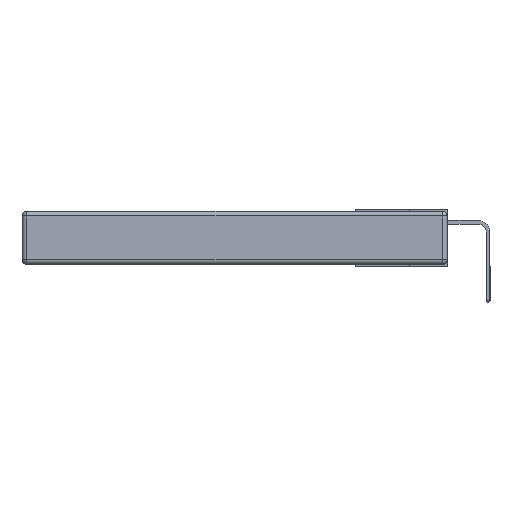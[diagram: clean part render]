
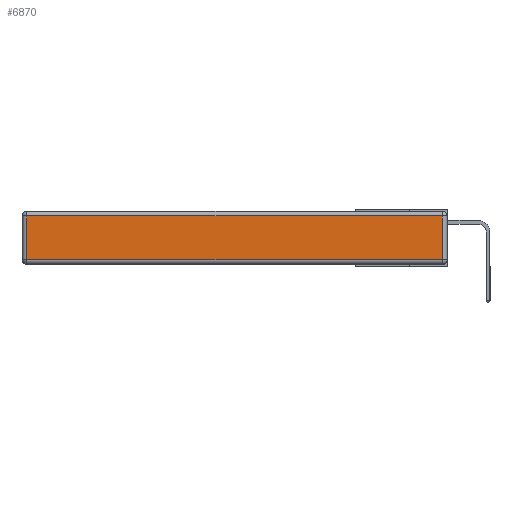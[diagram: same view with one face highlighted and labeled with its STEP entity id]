
A CAD part, left-side view. The second image highlights one B-rep face of the part: STEP entity #6870.
In plain terms, the highlighted planar face has unit normal (-1, 0, 0).
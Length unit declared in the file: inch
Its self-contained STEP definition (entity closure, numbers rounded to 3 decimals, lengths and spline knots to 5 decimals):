
#6 = DIRECTION ( 'NONE',  ( 0., 0., -1. ) ) ;
#507 = CARTESIAN_POINT ( 'NONE',  ( 0., 2.72, -0.313 ) ) ;
#892 = ORIENTED_EDGE ( 'NONE', *, *, #2808, .T. ) ;
#1019 = CARTESIAN_POINT ( 'NONE',  ( 0., 0.03, -0.343 ) ) ;
#1104 = AXIS2_PLACEMENT_3D ( 'NONE', #5951, #10970, #4621 ) ;
#1237 = FACE_OUTER_BOUND ( 'NONE', #7051, .T. ) ;
#1462 = CARTESIAN_POINT ( 'NONE',  ( 0., 0., -0.313 ) ) ;
#1658 = VERTEX_POINT ( 'NONE', #2736 ) ;
#2500 = ORIENTED_EDGE ( 'NONE', *, *, #15911, .T. ) ;
#2629 = EDGE_CURVE ( 'NONE', #1658, #8373, #7208, .T. ) ;
#2736 = CARTESIAN_POINT ( 'NONE',  ( 0., 0.03, -0.313 ) ) ;
#2808 = EDGE_CURVE ( 'NONE', #15258, #10681, #15910, .T. ) ;
#4621 = DIRECTION ( 'NONE',  ( 0., 0., 1. ) ) ;
#5548 = CARTESIAN_POINT ( 'NONE',  ( 0., 2.72, -0.03 ) ) ;
#5951 = CARTESIAN_POINT ( 'NONE',  ( 0., 0., -0.343 ) ) ;
#6870 = ADVANCED_FACE ( 'NONE', ( #1237 ), #16039, .T. ) ;
#7051 = EDGE_LOOP ( 'NONE', ( #2500, #7997, #14722, #892 ) ) ;
#7055 = VECTOR ( 'NONE', #13192, 39.37008 ) ;
#7208 = LINE ( 'NONE', #1019, #13929 ) ;
#7702 = CARTESIAN_POINT ( 'NONE',  ( 0., 0.03, -0.03 ) ) ;
#7997 = ORIENTED_EDGE ( 'NONE', *, *, #2629, .T. ) ;
#8373 = VERTEX_POINT ( 'NONE', #7702 ) ;
#8981 = DIRECTION ( 'NONE',  ( 0., -1., 0. ) ) ;
#9055 = LINE ( 'NONE', #9547, #7055 ) ;
#9547 = CARTESIAN_POINT ( 'NONE',  ( 0., 2.75, -0.03 ) ) ;
#10022 = CARTESIAN_POINT ( 'NONE',  ( 0., 2.72, -0.343 ) ) ;
#10681 = VERTEX_POINT ( 'NONE', #507 ) ;
#10970 = DIRECTION ( 'NONE',  ( -1., 0., 0. ) ) ;
#11074 = DIRECTION ( 'NONE',  ( 0., 0., 1. ) ) ;
#11361 = LINE ( 'NONE', #1462, #14664 ) ;
#13134 = VECTOR ( 'NONE', #6, 39.37008 ) ;
#13192 = DIRECTION ( 'NONE',  ( 0., 1., 0. ) ) ;
#13929 = VECTOR ( 'NONE', #11074, 39.37008 ) ;
#14457 = EDGE_CURVE ( 'NONE', #8373, #15258, #9055, .T. ) ;
#14664 = VECTOR ( 'NONE', #8981, 39.37008 ) ;
#14722 = ORIENTED_EDGE ( 'NONE', *, *, #14457, .T. ) ;
#15258 = VERTEX_POINT ( 'NONE', #5548 ) ;
#15910 = LINE ( 'NONE', #10022, #13134 ) ;
#15911 = EDGE_CURVE ( 'NONE', #10681, #1658, #11361, .T. ) ;
#16039 = PLANE ( 'NONE',  #1104 ) ;
